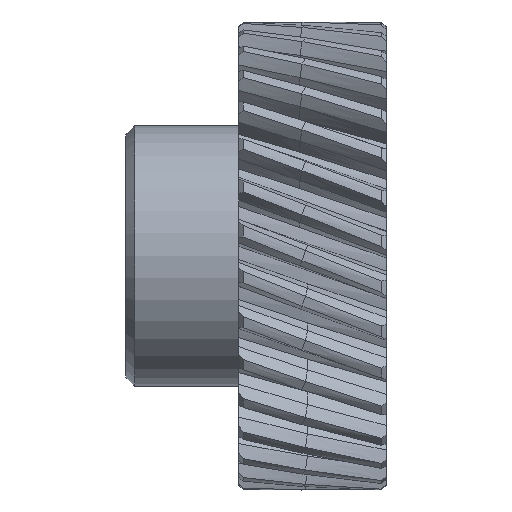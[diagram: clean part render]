
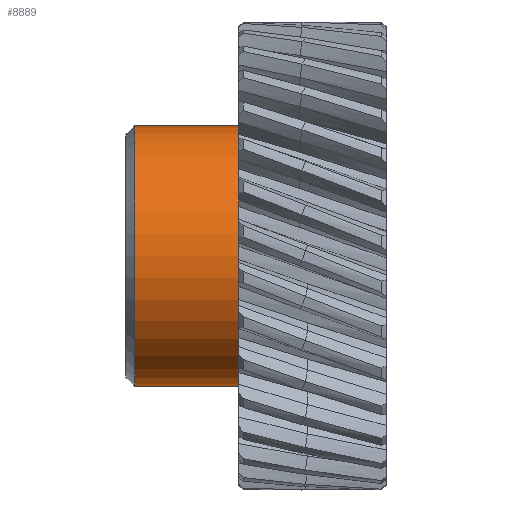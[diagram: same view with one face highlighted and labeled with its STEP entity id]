
A CAD part, top view. The second image highlights one B-rep face of the part: STEP entity #8889.
In plain terms, the highlighted cylindrical face has radius 15 mm (diameter 30 mm), a partial arc.
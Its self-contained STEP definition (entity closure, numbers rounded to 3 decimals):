
#96=CARTESIAN_POINT('',(-29.,0.,0.));
#97=DIRECTION('',(1.,0.,0.));
#98=DIRECTION('',(0.,1.,0.));
#99=AXIS2_PLACEMENT_3D('',#96,#97,#98);
#105=DIRECTION('',(1.,0.,0.));
#106=VECTOR('',#105,12.);
#107=CARTESIAN_POINT('',(-29.,-15.,0.));
#108=LINE('',#107,#106);
#109=DIRECTION('',(-1.,0.,0.));
#110=VECTOR('',#109,12.);
#111=CARTESIAN_POINT('',(-17.,15.,0.));
#112=LINE('',#111,#110);
#118=CARTESIAN_POINT('',(-17.,0.,0.));
#119=DIRECTION('',(1.,0.,0.));
#120=DIRECTION('',(0.,1.,0.));
#121=AXIS2_PLACEMENT_3D('',#118,#119,#120);
#7645=CARTESIAN_POINT('',(-29.,15.,0.));
#7647=VERTEX_POINT('',#7645);
#7657=CARTESIAN_POINT('',(-29.,-15.,0.));
#7659=VERTEX_POINT('',#7657);
#8241=CARTESIAN_POINT('',(-17.,15.,0.));
#8242=CARTESIAN_POINT('',(-17.,-15.,0.));
#8243=VERTEX_POINT('',#8241);
#8244=VERTEX_POINT('',#8242);
#8875=CARTESIAN_POINT('',(1.5,0.,0.));
#8876=DIRECTION('',(-1.,0.,0.));
#8877=DIRECTION('',(0.,1.,0.));
#8878=AXIS2_PLACEMENT_3D('',#8875,#8876,#8877);
#8879=CYLINDRICAL_SURFACE('',#8878,15.);
#8881=ORIENTED_EDGE('',*,*,#8880,.F.);
#8883=ORIENTED_EDGE('',*,*,#8882,.T.);
#8885=ORIENTED_EDGE('',*,*,#8884,.F.);
#8886=ORIENTED_EDGE('',*,*,#8868,.F.);
#8887=EDGE_LOOP('',(#8881,#8883,#8885,#8886));
#8888=FACE_OUTER_BOUND('',#8887,.F.);
#100=CIRCLE('',#99,15.);
#122=CIRCLE('',#121,15.);
#8868=EDGE_CURVE('',#7647,#7659,#100,.T.);
#8880=EDGE_CURVE('',#8243,#7647,#112,.T.);
#8882=EDGE_CURVE('',#8243,#8244,#122,.T.);
#8884=EDGE_CURVE('',#7659,#8244,#108,.T.);
#8889=ADVANCED_FACE('',(#8888),#8879,.T.);
